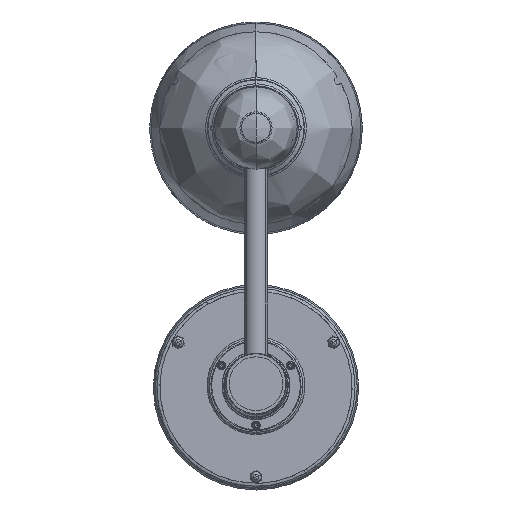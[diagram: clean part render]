
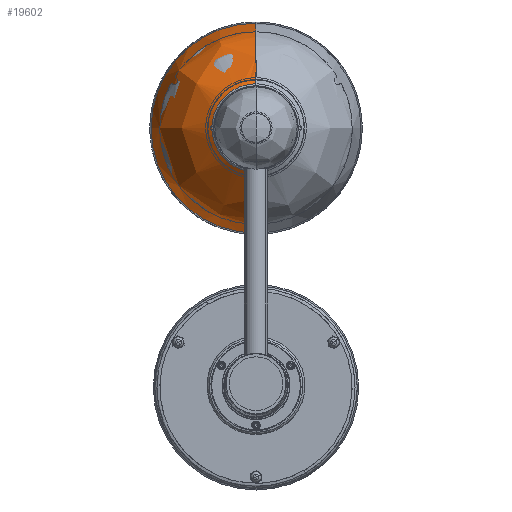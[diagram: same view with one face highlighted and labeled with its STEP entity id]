
A CAD part, top view. The second image highlights one B-rep face of the part: STEP entity #19602.
In plain terms, the highlighted free-form (B-spline) face has degree [3, 3] with [4, 4] control points.
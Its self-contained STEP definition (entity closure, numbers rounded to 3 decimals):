
#517 = CARTESIAN_POINT ( 'NONE',  ( -209.69, 196.68, -95.783 ) ) ;
#722 = CARTESIAN_POINT ( 'NONE',  ( -24.998, 196.68, -95.783 ) ) ;
#927 = CARTESIAN_POINT ( 'NONE',  ( -261.224, -13.779, -133.372 ) ) ;
#2079 = CARTESIAN_POINT ( 'NONE',  ( -24.998, 155.328, -76.628 ) ) ;
#2513 = CIRCLE ( 'NONE', #21723, 121.319 ) ;
#3234 = VERTEX_POINT ( 'NONE', #4591 ) ;
#3493 = EDGE_CURVE ( 'NONE', #33186, #3234, #27392, .T. ) ;
#3512 = DIRECTION ( 'NONE',  ( 0., -1., 0. ) ) ;
#3878 = CARTESIAN_POINT ( 'NONE',  ( -24.998, 104.333, -186.71 ) ) ;
#4047 = EDGE_LOOP ( 'NONE', ( #23760, #20152, #40014, #11856 ) ) ;
#4048 = CARTESIAN_POINT ( 'NONE',  ( -24.998, 222.447, -133.372 ) ) ;
#4130 = CARTESIAN_POINT ( 'NONE',  ( -24.998, 104.334, -76.628 ) ) ;
#4591 = CARTESIAN_POINT ( 'NONE',  ( -24.998, -16.731, -178.849 ) ) ;
#6665 = EDGE_CURVE ( 'NONE', #3234, #39993, #23003, .T. ) ;
#7157 = CARTESIAN_POINT ( 'NONE',  ( -24.998, -13.779, -133.372 ) ) ;
#9311 = CARTESIAN_POINT ( 'NONE',  ( -24.998, 104.335, -186.71 ) ) ;
#9761 = CARTESIAN_POINT ( 'NONE',  ( -24.998, 104.334, -178.849 ) ) ;
#9953 =( BOUNDED_SURFACE ( )  B_SPLINE_SURFACE ( 3, 3, ( 
 ( #38247, #16499, #38456, #16702 ),
 ( #7157, #927, #16291, #4048 ),
 ( #32232, #28906, #517, #722 ),
 ( #13179, #32440, #25812, #29328 ) ),
 .UNSPECIFIED., .F., .F., .T. ) 
 B_SPLINE_SURFACE_WITH_KNOTS ( ( 4, 4 ),
 ( 4, 4 ),
 ( 0., 1. ),
 ( 0., 1. ),
 .UNSPECIFIED. ) 
 GEOMETRIC_REPRESENTATION_ITEM ( )  RATIONAL_B_SPLINE_SURFACE ( (
 ( 1., 0.333, 0.333, 1.),
 ( 0.906, 0.302, 0.302, 0.906),
 ( 0.906, 0.302, 0.302, 0.906),
 ( 1., 0.333, 0.333, 1.) ) ) 
 REPRESENTATION_ITEM ( '' )  SURFACE ( )  );
#11856 = ORIENTED_EDGE ( 'NONE', *, *, #16658, .T. ) ;
#12804 = DIRECTION ( 'NONE',  ( 0., -1., 0. ) ) ;
#13179 = CARTESIAN_POINT ( 'NONE',  ( -24.998, 53.34, -76.628 ) ) ;
#13308 = VERTEX_POINT ( 'NONE', #2079 ) ;
#13633 = DIRECTION ( 'NONE',  ( 0., 0., 1. ) ) ;
#13683 = DIRECTION ( 'NONE',  ( 0., -1., 0. ) ) ;
#16291 = CARTESIAN_POINT ( 'NONE',  ( -261.224, 222.447, -133.372 ) ) ;
#16499 = CARTESIAN_POINT ( 'NONE',  ( -267.129, -16.731, -178.849 ) ) ;
#16658 = EDGE_CURVE ( 'NONE', #39993, #13308, #35927, .T. ) ;
#16702 = CARTESIAN_POINT ( 'NONE',  ( -24.998, 225.399, -178.849 ) ) ;
#16781 = DIRECTION ( 'NONE',  ( 0., 0., -1. ) ) ;
#19602 = ADVANCED_FACE ( 'NONE', ( #32023 ), #9953, .T. ) ;
#20152 = ORIENTED_EDGE ( 'NONE', *, *, #3493, .T. ) ;
#21723 = AXIS2_PLACEMENT_3D ( 'NONE', #9311, #40989, #21934 ) ;
#21934 = DIRECTION ( 'NONE',  ( 0., 1., 0. ) ) ;
#22960 = DIRECTION ( 'NONE',  ( -1., 0., 0. ) ) ;
#23003 = CIRCLE ( 'NONE', #35561, 121.319 ) ;
#23346 = AXIS2_PLACEMENT_3D ( 'NONE', #4130, #16781, #13683 ) ;
#23760 = ORIENTED_EDGE ( 'NONE', *, *, #33636, .F. ) ;
#25812 = CARTESIAN_POINT ( 'NONE',  ( -126.987, 155.328, -76.628 ) ) ;
#26597 = CARTESIAN_POINT ( 'NONE',  ( -24.998, 53.34, -76.628 ) ) ;
#27392 = CIRCLE ( 'NONE', #40652, 121.065 ) ;
#28906 = CARTESIAN_POINT ( 'NONE',  ( -209.69, 11.988, -95.783 ) ) ;
#29328 = CARTESIAN_POINT ( 'NONE',  ( -24.998, 155.328, -76.628 ) ) ;
#32023 = FACE_OUTER_BOUND ( 'NONE', #4047, .T. ) ;
#32232 = CARTESIAN_POINT ( 'NONE',  ( -24.998, 11.988, -95.783 ) ) ;
#32440 = CARTESIAN_POINT ( 'NONE',  ( -126.987, 53.34, -76.628 ) ) ;
#33186 = VERTEX_POINT ( 'NONE', #34850 ) ;
#33636 = EDGE_CURVE ( 'NONE', #33186, #13308, #2513, .T. ) ;
#34850 = CARTESIAN_POINT ( 'NONE',  ( -24.998, 225.399, -178.849 ) ) ;
#35561 = AXIS2_PLACEMENT_3D ( 'NONE', #3878, #22960, #12804 ) ;
#35927 = CIRCLE ( 'NONE', #23346, 50.994 ) ;
#38247 = CARTESIAN_POINT ( 'NONE',  ( -24.998, -16.731, -178.849 ) ) ;
#38456 = CARTESIAN_POINT ( 'NONE',  ( -267.129, 225.399, -178.849 ) ) ;
#39993 = VERTEX_POINT ( 'NONE', #26597 ) ;
#40014 = ORIENTED_EDGE ( 'NONE', *, *, #6665, .T. ) ;
#40652 = AXIS2_PLACEMENT_3D ( 'NONE', #9761, #13633, #3512 ) ;
#40989 = DIRECTION ( 'NONE',  ( 1., 0., 0. ) ) ;
